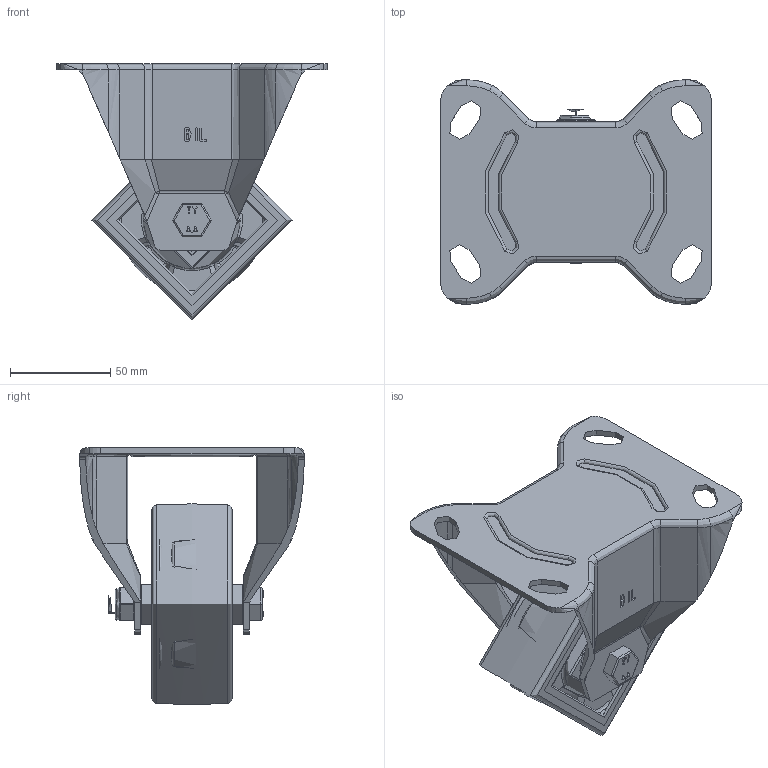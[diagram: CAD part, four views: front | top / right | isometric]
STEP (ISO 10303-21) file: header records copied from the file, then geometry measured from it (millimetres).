
FILE_DESCRIPTION(/* description */ (''),/* implementation_level */ '2;1');
FILE_NAME(/* name */ 'BZEHF100XPNBJLP.step',/* time_stamp */ '2025-06-12T11:16:52+01:00',/* author */ (''),/* organization */ (''),/* preprocessor_version */ 'ST-DEVELOPER v20.1',/* originating_system */ 'Autodesk Translation Framework v14.10.0.0',/* authorisation */ '');
FILE_SCHEMA (('AUTOMOTIVE_DESIGN { 1 0 10303 214 3 1 1 }'));
Products named in the file (27): BZEHF100XPNBJLP; BZEHF100ASLP v1; ZINC PLATED, PRESSED STEEL BRACKET; BZXH100WPNBJM15 v1; POLYURETHANE TYRE; NYLON RIM; BEARING 6202; Pattern; BEARING 6202 (1); Pattern (1); Component1; METAL; METAL2; MIDDLE; RUBBER; RUBBER2; BEARING SPACER; TH15X5X10 - 3 v1; ZINC PLATED HEADED SPACER; TH15X5X10 - 3 v1 (1); ZINC PLATED HEADED SPACER (1); HEXBOLTM10X70Z8.8 v2; GRADE 8.8 THREADED ZINC PLATED BOLT; NYLOCM10Z v1; NYLOC NUT; RUBBER (1); NUT
Assembly tree (46 placements, depth 5):
  BZEHF100XPNBJLP
    BZEHF100ASLP v1
      ZINC PLATED, PRESSED STEEL BRACKET
    BZXH100WPNBJM15 v1
      POLYURETHANE TYRE
      NYLON RIM
      BEARING 6202
        METAL
        METAL2
        Pattern
          Component1  x8
        MIDDLE
        RUBBER
        RUBBER2
      BEARING 6202 (1)
        Pattern (1)
          Component1  x8
        METAL
        METAL2
        MIDDLE
        RUBBER
        RUBBER2
      BEARING SPACER
    TH15X5X10 - 3 v1
      ZINC PLATED HEADED SPACER
    TH15X5X10 - 3 v1 (1)
      ZINC PLATED HEADED SPACER (1)
    HEXBOLTM10X70Z8.8 v2
      GRADE 8.8 THREADED ZINC PLATED BOLT
    NYLOCM10Z v1
      NYLOC NUT
        RUBBER (1)
        NUT
Bounding box: 135 x 112 x 127.96 mm (x, y, z)
Volume: 307822.3 mm3; surface area: 149542.4 mm2
Topology: 35 solids, 35 shells, 1323 faces, 3239 edges, 2072 vertices
Faces by surface type: bspline 469, plane 436, cylinder 240, sphere 92, torus 82, cone 4
Full cylindrical faces by diameter (mm): 8.141 x18, 9.85 x19, 10 x3, 10.2 x2, 10.5 x2, 12 x2, 14.75 x2, 15 x2, 16 x3, 18 x2, 20 x10, 22 x1, 22.5 x4, 23 x4, 30 x9, 30.5 x4, 31 x8, 32 x2, 35 x4, 48 x2, 73 x2, 85 x2
Entity records: 66036 total; most frequent: CARTESIAN_POINT 44154, ORIENTED_EDGE 4688, DIRECTION 3795, EDGE_CURVE 2344, VERTEX_POINT 1484, AXIS2_PLACEMENT_3D 1470, EDGE_LOOP 1118, FACE_OUTER_BOUND 978
